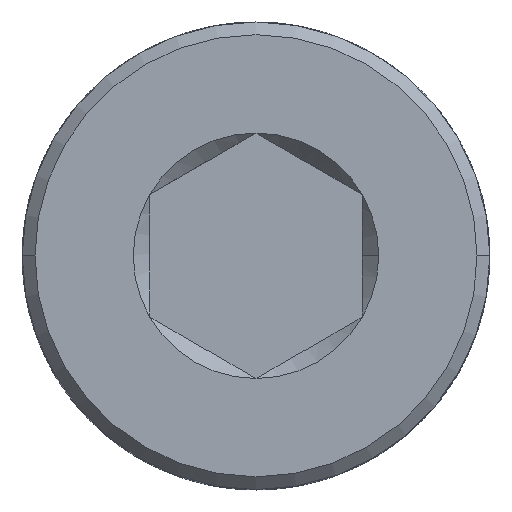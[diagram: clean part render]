
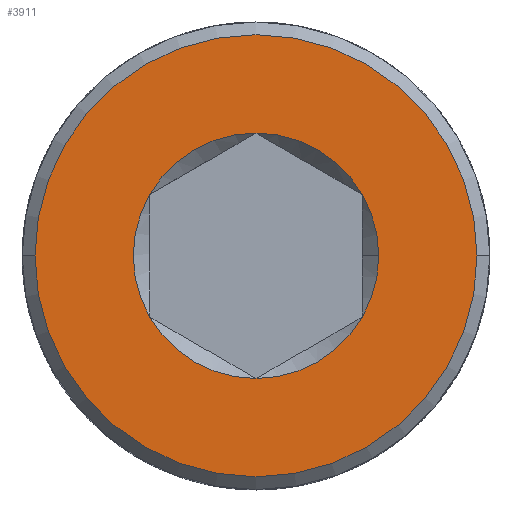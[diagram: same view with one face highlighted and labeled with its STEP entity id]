
A CAD part, top view. The second image highlights one B-rep face of the part: STEP entity #3911.
In plain terms, the highlighted planar face has unit normal (0, 0, 1).
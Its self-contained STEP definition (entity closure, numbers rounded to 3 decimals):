
#54 = EDGE_CURVE ( 'NONE', #1141, #5324, #10317, .T. ) ;
#365 = DIRECTION ( 'NONE',  ( 0., 0., -1. ) ) ;
#508 = CARTESIAN_POINT ( 'NONE',  ( -1.25, 0.722, 4. ) ) ;
#792 = CIRCLE ( 'NONE', #5493, 2.6 ) ;
#855 = CARTESIAN_POINT ( 'NONE',  ( 0., -1.443, 4. ) ) ;
#889 = DIRECTION ( 'NONE',  ( 0., 0., 1. ) ) ;
#983 = DIRECTION ( 'NONE',  ( 1., 0., 0. ) ) ;
#1112 = EDGE_CURVE ( 'NONE', #5452, #10887, #11319, .T. ) ;
#1141 = VERTEX_POINT ( 'NONE', #5464 ) ;
#1155 = ORIENTED_EDGE ( 'NONE', *, *, #9104, .F. ) ;
#1215 = DIRECTION ( 'NONE',  ( 0., 0., 1. ) ) ;
#1481 = AXIS2_PLACEMENT_3D ( 'NONE', #4571, #7701, #5642 ) ;
#1716 = DIRECTION ( 'NONE',  ( 1., 0., 0. ) ) ;
#1744 = ORIENTED_EDGE ( 'NONE', *, *, #12830, .F. ) ;
#1869 = ORIENTED_EDGE ( 'NONE', *, *, #3642, .F. ) ;
#2095 = PLANE ( 'NONE',  #3106 ) ;
#2126 = CARTESIAN_POINT ( 'NONE',  ( 0., 0., 4. ) ) ;
#2153 = VERTEX_POINT ( 'NONE', #855 ) ;
#2236 = EDGE_LOOP ( 'NONE', ( #5114, #1155 ) ) ;
#2370 = AXIS2_PLACEMENT_3D ( 'NONE', #9883, #365, #12846 ) ;
#2378 = CIRCLE ( 'NONE', #1481, 1.443 ) ;
#3073 = EDGE_LOOP ( 'NONE', ( #9336, #7225, #13033, #1869, #1744, #5702, #8272 ) ) ;
#3106 = AXIS2_PLACEMENT_3D ( 'NONE', #11364, #12525, #11410 ) ;
#3642 = EDGE_CURVE ( 'NONE', #2153, #3899, #9301, .T. ) ;
#3704 = CARTESIAN_POINT ( 'NONE',  ( 0., 0., 4. ) ) ;
#3738 = DIRECTION ( 'NONE',  ( 0., 0., 1. ) ) ;
#3763 = DIRECTION ( 'NONE',  ( -1., 0., 0. ) ) ;
#3899 = VERTEX_POINT ( 'NONE', #6082 ) ;
#3911 = ADVANCED_FACE ( 'NONE', ( #10787, #6358 ), #2095, .T. ) ;
#4169 = DIRECTION ( 'NONE',  ( 1., 0., 0. ) ) ;
#4289 = CARTESIAN_POINT ( 'NONE',  ( -1.25, -0.722, 4. ) ) ;
#4413 = CARTESIAN_POINT ( 'NONE',  ( 2.6, 0., 4. ) ) ;
#4571 = CARTESIAN_POINT ( 'NONE',  ( 0., 0., 4. ) ) ;
#5114 = ORIENTED_EDGE ( 'NONE', *, *, #54, .F. ) ;
#5324 = VERTEX_POINT ( 'NONE', #4413 ) ;
#5452 = VERTEX_POINT ( 'NONE', #508 ) ;
#5464 = CARTESIAN_POINT ( 'NONE',  ( -2.6, 0., 4. ) ) ;
#5493 = AXIS2_PLACEMENT_3D ( 'NONE', #11114, #13207, #3763 ) ;
#5642 = DIRECTION ( 'NONE',  ( 1., 0., 0. ) ) ;
#5702 = ORIENTED_EDGE ( 'NONE', *, *, #1112, .F. ) ;
#5963 = AXIS2_PLACEMENT_3D ( 'NONE', #2126, #8258, #4169 ) ;
#6082 = CARTESIAN_POINT ( 'NONE',  ( 1.25, -0.722, 4. ) ) ;
#6358 = FACE_OUTER_BOUND ( 'NONE', #2236, .T. ) ;
#6888 = VERTEX_POINT ( 'NONE', #7789 ) ;
#7159 = CARTESIAN_POINT ( 'NONE',  ( 0., 0., 4. ) ) ;
#7225 = ORIENTED_EDGE ( 'NONE', *, *, #13019, .F. ) ;
#7701 = DIRECTION ( 'NONE',  ( 0., 0., 1. ) ) ;
#7741 = CIRCLE ( 'NONE', #12379, 1.443 ) ;
#7789 = CARTESIAN_POINT ( 'NONE',  ( 0., 1.443, 4. ) ) ;
#7982 = AXIS2_PLACEMENT_3D ( 'NONE', #7159, #889, #983 ) ;
#8039 = EDGE_CURVE ( 'NONE', #8752, #6888, #7741, .T. ) ;
#8258 = DIRECTION ( 'NONE',  ( 0., 0., 1. ) ) ;
#8272 = ORIENTED_EDGE ( 'NONE', *, *, #10569, .F. ) ;
#8331 = DIRECTION ( 'NONE',  ( 0., 0., 1. ) ) ;
#8556 = CARTESIAN_POINT ( 'NONE',  ( 0., 0., 4. ) ) ;
#8752 = VERTEX_POINT ( 'NONE', #9417 ) ;
#9033 = CIRCLE ( 'NONE', #7982, 1.443 ) ;
#9104 = EDGE_CURVE ( 'NONE', #5324, #1141, #792, .T. ) ;
#9287 = DIRECTION ( 'NONE',  ( 1., 0., 0. ) ) ;
#9301 = CIRCLE ( 'NONE', #9779, 1.443 ) ;
#9336 = ORIENTED_EDGE ( 'NONE', *, *, #8039, .F. ) ;
#9417 = CARTESIAN_POINT ( 'NONE',  ( 1.25, 0.722, 4. ) ) ;
#9646 = AXIS2_PLACEMENT_3D ( 'NONE', #3704, #12287, #11065 ) ;
#9720 = DIRECTION ( 'NONE',  ( 1., 0., 0. ) ) ;
#9779 = AXIS2_PLACEMENT_3D ( 'NONE', #10164, #3738, #1716 ) ;
#9883 = CARTESIAN_POINT ( 'NONE',  ( 0., 0., 4. ) ) ;
#9954 = CARTESIAN_POINT ( 'NONE',  ( 1.443, 0., 4. ) ) ;
#10112 = CIRCLE ( 'NONE', #5963, 1.443 ) ;
#10164 = CARTESIAN_POINT ( 'NONE',  ( 0., 0., 4. ) ) ;
#10253 = EDGE_CURVE ( 'NONE', #3899, #11366, #10112, .T. ) ;
#10317 = CIRCLE ( 'NONE', #2370, 2.6 ) ;
#10440 = CARTESIAN_POINT ( 'NONE',  ( 0., 0., 4. ) ) ;
#10569 = EDGE_CURVE ( 'NONE', #6888, #5452, #2378, .T. ) ;
#10787 = FACE_BOUND ( 'NONE', #3073, .T. ) ;
#10887 = VERTEX_POINT ( 'NONE', #4289 ) ;
#11065 = DIRECTION ( 'NONE',  ( 1., 0., 0. ) ) ;
#11114 = CARTESIAN_POINT ( 'NONE',  ( 0., 0., 4. ) ) ;
#11319 = CIRCLE ( 'NONE', #13131, 1.443 ) ;
#11364 = CARTESIAN_POINT ( 'NONE',  ( 0., 2.6, 4. ) ) ;
#11366 = VERTEX_POINT ( 'NONE', #9954 ) ;
#11410 = DIRECTION ( 'NONE',  ( 1., 0., 0. ) ) ;
#11701 = CIRCLE ( 'NONE', #9646, 1.443 ) ;
#12287 = DIRECTION ( 'NONE',  ( 0., 0., 1. ) ) ;
#12379 = AXIS2_PLACEMENT_3D ( 'NONE', #10440, #8331, #9287 ) ;
#12525 = DIRECTION ( 'NONE',  ( 0., 0., 1. ) ) ;
#12830 = EDGE_CURVE ( 'NONE', #10887, #2153, #11701, .T. ) ;
#12846 = DIRECTION ( 'NONE',  ( -1., 0., 0. ) ) ;
#13019 = EDGE_CURVE ( 'NONE', #11366, #8752, #9033, .T. ) ;
#13033 = ORIENTED_EDGE ( 'NONE', *, *, #10253, .F. ) ;
#13131 = AXIS2_PLACEMENT_3D ( 'NONE', #8556, #1215, #9720 ) ;
#13207 = DIRECTION ( 'NONE',  ( 0., 0., -1. ) ) ;
